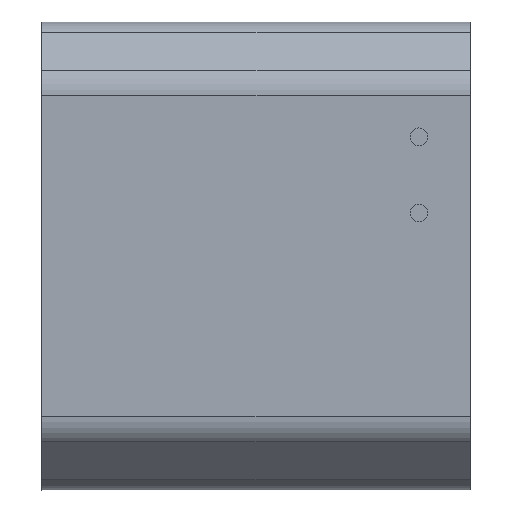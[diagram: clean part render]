
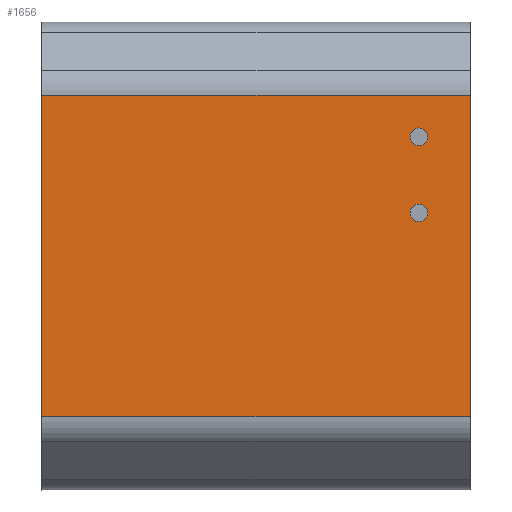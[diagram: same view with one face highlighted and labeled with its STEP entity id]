
A CAD part, front view. The second image highlights one B-rep face of the part: STEP entity #1656.
In plain terms, the highlighted planar face has unit normal (0, -1, 0).
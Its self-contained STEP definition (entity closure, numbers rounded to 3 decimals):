
#27=FACE_BOUND('',#288,.T.);
#28=FACE_BOUND('',#289,.T.);
#84=PLANE('',#1840);
#184=FACE_OUTER_BOUND('',#287,.T.);
#287=EDGE_LOOP('',(#1426,#1427,#1428,#1429));
#288=EDGE_LOOP('',(#1430));
#289=EDGE_LOOP('',(#1431));
#336=LINE('',#2459,#493);
#451=LINE('',#2795,#608);
#452=LINE('',#2806,#609);
#453=LINE('',#2808,#610);
#493=VECTOR('',#1942,10.);
#608=VECTOR('',#2273,10.);
#609=VECTOR('',#2286,10.);
#610=VECTOR('',#2289,10.);
#696=CIRCLE('',#1817,0.75);
#698=CIRCLE('',#1821,0.75);
#748=VERTEX_POINT('',#2456);
#749=VERTEX_POINT('',#2458);
#843=VERTEX_POINT('',#2746);
#845=VERTEX_POINT('',#2753);
#861=VERTEX_POINT('',#2792);
#862=VERTEX_POINT('',#2794);
#905=EDGE_CURVE('',#748,#749,#336,.T.);
#1049=EDGE_CURVE('',#843,#843,#696,.T.);
#1052=EDGE_CURVE('',#845,#845,#698,.T.);
#1072=EDGE_CURVE('',#861,#862,#451,.T.);
#1078=EDGE_CURVE('',#862,#748,#452,.T.);
#1079=EDGE_CURVE('',#749,#861,#453,.T.);
#1426=ORIENTED_EDGE('',*,*,#1078,.F.);
#1427=ORIENTED_EDGE('',*,*,#1072,.F.);
#1428=ORIENTED_EDGE('',*,*,#1079,.F.);
#1429=ORIENTED_EDGE('',*,*,#905,.F.);
#1430=ORIENTED_EDGE('',*,*,#1049,.T.);
#1431=ORIENTED_EDGE('',*,*,#1052,.T.);
#1656=ADVANCED_FACE('',(#184,#27,#28),#84,.T.);
#1817=AXIS2_PLACEMENT_3D('',#2747,#2227,#2228);
#1821=AXIS2_PLACEMENT_3D('',#2754,#2236,#2237);
#1840=AXIS2_PLACEMENT_3D('',#2807,#2287,#2288);
#1942=DIRECTION('',(0.,0.,1.));
#2227=DIRECTION('center_axis',(0.,1.,0.));
#2228=DIRECTION('ref_axis',(1.,0.,0.));
#2236=DIRECTION('center_axis',(0.,1.,0.));
#2237=DIRECTION('ref_axis',(1.,0.,0.));
#2273=DIRECTION('',(0.,0.,-1.));
#2286=DIRECTION('',(-1.,0.,0.));
#2287=DIRECTION('center_axis',(0.,-1.,0.));
#2288=DIRECTION('ref_axis',(0.,0.,-1.));
#2289=DIRECTION('',(1.,0.,0.));
#2456=CARTESIAN_POINT('',(-90.25,204.502,-138.757));
#2458=CARTESIAN_POINT('',(-90.25,204.502,-111.243));
#2459=CARTESIAN_POINT('',(-90.25,204.502,-145.));
#2746=CARTESIAN_POINT('',(-58.75,204.502,-114.808));
#2747=CARTESIAN_POINT('Origin',(-58.,204.502,-114.808));
#2753=CARTESIAN_POINT('',(-58.75,204.502,-121.308));
#2754=CARTESIAN_POINT('Origin',(-58.,204.502,-121.308));
#2792=CARTESIAN_POINT('',(-53.6,204.502,-111.243));
#2794=CARTESIAN_POINT('',(-53.6,204.502,-138.757));
#2795=CARTESIAN_POINT('',(-53.6,204.502,-115.));
#2806=CARTESIAN_POINT('',(-90.25,204.502,-138.757));
#2807=CARTESIAN_POINT('Origin',(-90.25,204.502,-105.));
#2808=CARTESIAN_POINT('',(-90.25,204.502,-111.243));
